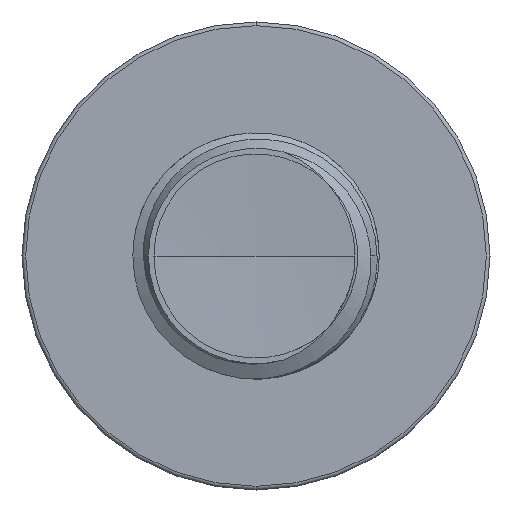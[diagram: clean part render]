
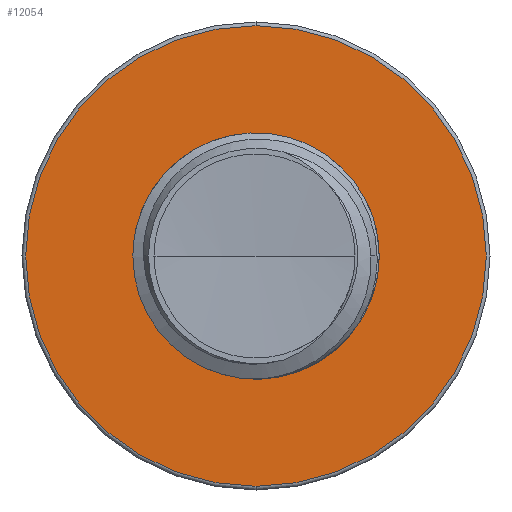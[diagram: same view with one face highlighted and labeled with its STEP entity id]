
A CAD part, front view. The second image highlights one B-rep face of the part: STEP entity #12054.
In plain terms, the highlighted planar face has unit normal (0, -1, 0).
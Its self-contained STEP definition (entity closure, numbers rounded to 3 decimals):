
#37 = CARTESIAN_POINT ( 'NONE',  ( 0., 5., 0. ) ) ;
#397 = AXIS2_PLACEMENT_3D ( 'NONE', #8193, #17734, #9685 ) ;
#798 = AXIS2_PLACEMENT_3D ( 'NONE', #7018, #8461, #17958 ) ;
#1395 = CIRCLE ( 'NONE', #9448, 2.438 ) ;
#1503 = DIRECTION ( 'NONE',  ( 0., 0., -1. ) ) ;
#1709 = CIRCLE ( 'NONE', #397, 2.438 ) ;
#1711 = CARTESIAN_POINT ( 'NONE',  ( 0., 5., 2.438 ) ) ;
#1854 = FACE_BOUND ( 'NONE', #12833, .T. ) ;
#2724 = CIRCLE ( 'NONE', #12186, 4.675 ) ;
#2817 = PLANE ( 'NONE',  #798 ) ;
#3930 = DIRECTION ( 'NONE',  ( 0., -1., 0. ) ) ;
#4917 = VERTEX_POINT ( 'NONE', #17036 ) ;
#7018 = CARTESIAN_POINT ( 'NONE',  ( 0., 5., 2.438 ) ) ;
#7285 = CARTESIAN_POINT ( 'NONE',  ( 0., 5., -2.438 ) ) ;
#8193 = CARTESIAN_POINT ( 'NONE',  ( 0., 5., 0. ) ) ;
#8264 = VERTEX_POINT ( 'NONE', #16597 ) ;
#8387 = CARTESIAN_POINT ( 'NONE',  ( 0., 5., 0. ) ) ;
#8461 = DIRECTION ( 'NONE',  ( 0., -1., 0. ) ) ;
#9165 = EDGE_CURVE ( 'NONE', #9653, #13962, #1709, .T. ) ;
#9448 = AXIS2_PLACEMENT_3D ( 'NONE', #12398, #3930, #13781 ) ;
#9653 = VERTEX_POINT ( 'NONE', #1711 ) ;
#9685 = DIRECTION ( 'NONE',  ( 0., 0., -1. ) ) ;
#9893 = DIRECTION ( 'NONE',  ( 0., 0., -1. ) ) ;
#9990 = DIRECTION ( 'NONE',  ( 0., -1., 0. ) ) ;
#10716 = CIRCLE ( 'NONE', #15196, 4.675 ) ;
#11886 = EDGE_CURVE ( 'NONE', #4917, #8264, #10716, .T. ) ;
#12054 = ADVANCED_FACE ( 'NONE', ( #16978, #1854 ), #2817, .T. ) ;
#12186 = AXIS2_PLACEMENT_3D ( 'NONE', #37, #9990, #1503 ) ;
#12317 = ORIENTED_EDGE ( 'NONE', *, *, #9165, .F. ) ;
#12398 = CARTESIAN_POINT ( 'NONE',  ( 0., 5., 0. ) ) ;
#12484 = ORIENTED_EDGE ( 'NONE', *, *, #15190, .F. ) ;
#12507 = ORIENTED_EDGE ( 'NONE', *, *, #12867, .T. ) ;
#12525 = ORIENTED_EDGE ( 'NONE', *, *, #11886, .T. ) ;
#12833 = EDGE_LOOP ( 'NONE', ( #12484, #12317 ) ) ;
#12867 = EDGE_CURVE ( 'NONE', #8264, #4917, #2724, .T. ) ;
#13781 = DIRECTION ( 'NONE',  ( 0., 0., -1. ) ) ;
#13962 = VERTEX_POINT ( 'NONE', #7285 ) ;
#15190 = EDGE_CURVE ( 'NONE', #13962, #9653, #1395, .T. ) ;
#15196 = AXIS2_PLACEMENT_3D ( 'NONE', #8387, #17908, #9893 ) ;
#16597 = CARTESIAN_POINT ( 'NONE',  ( 0., 5., 4.675 ) ) ;
#16978 = FACE_OUTER_BOUND ( 'NONE', #17531, .T. ) ;
#17036 = CARTESIAN_POINT ( 'NONE',  ( 0., 5., -4.675 ) ) ;
#17531 = EDGE_LOOP ( 'NONE', ( #12525, #12507 ) ) ;
#17734 = DIRECTION ( 'NONE',  ( 0., -1., 0. ) ) ;
#17908 = DIRECTION ( 'NONE',  ( 0., -1., 0. ) ) ;
#17958 = DIRECTION ( 'NONE',  ( 0., 0., -1. ) ) ;
